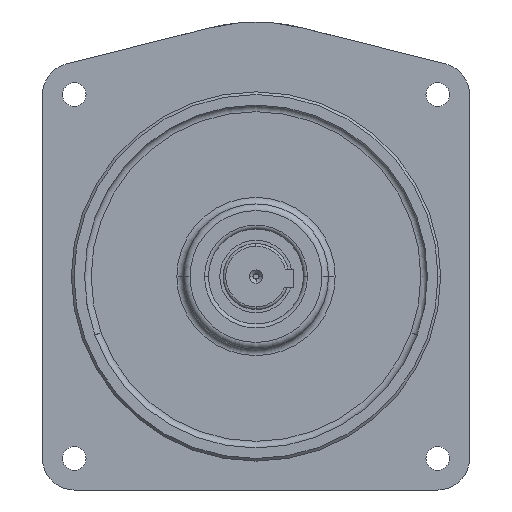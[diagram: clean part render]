
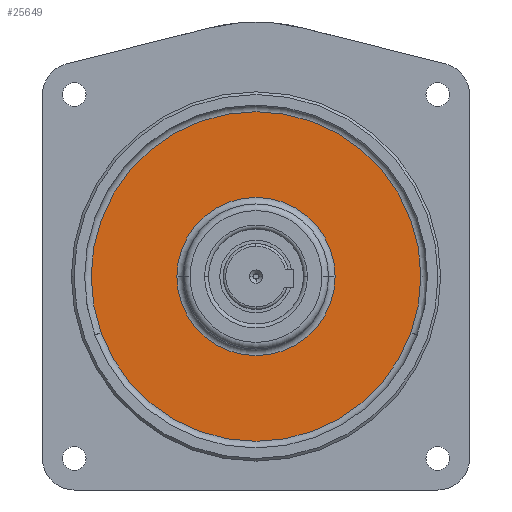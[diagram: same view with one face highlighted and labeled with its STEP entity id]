
A CAD part, front view. The second image highlights one B-rep face of the part: STEP entity #25649.
In plain terms, the highlighted planar face has unit normal (0, -1, 0).
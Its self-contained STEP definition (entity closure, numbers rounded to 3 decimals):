
#1027 = EDGE_LOOP ( 'NONE', ( #41857, #49368 ) ) ;
#1413 = VERTEX_POINT ( 'NONE', #20737 ) ;
#1482 = DIRECTION ( 'NONE',  ( 0., 1., 0. ) ) ;
#3454 = CARTESIAN_POINT ( 'NONE',  ( 0., 0., -51. ) ) ;
#4727 = VERTEX_POINT ( 'NONE', #47508 ) ;
#6557 = DIRECTION ( 'NONE',  ( 0., 1., 0. ) ) ;
#6964 = DIRECTION ( 'NONE',  ( 0., -1., 0. ) ) ;
#7145 = EDGE_CURVE ( 'NONE', #4727, #1413, #38619, .T. ) ;
#7298 = DIRECTION ( 'NONE',  ( -1., 0., 0. ) ) ;
#9311 = CARTESIAN_POINT ( 'NONE',  ( 0., 0., -51. ) ) ;
#10083 = EDGE_CURVE ( 'NONE', #49524, #47323, #53438, .T. ) ;
#14157 = AXIS2_PLACEMENT_3D ( 'NONE', #9311, #49688, #49410 ) ;
#14181 = DIRECTION ( 'NONE',  ( -0.94, 0., -0.341 ) ) ;
#15645 = ORIENTED_EDGE ( 'NONE', *, *, #18320, .F. ) ;
#18320 = EDGE_CURVE ( 'NONE', #47323, #49524, #34988, .T. ) ;
#19606 = AXIS2_PLACEMENT_3D ( 'NONE', #42866, #1482, #14181 ) ;
#20737 = CARTESIAN_POINT ( 'NONE',  ( 117.5, 0., -93.647 ) ) ;
#23041 = CARTESIAN_POINT ( 'NONE',  ( 0., 0., 0. ) ) ;
#23421 = EDGE_LOOP ( 'NONE', ( #45916, #15645 ) ) ;
#25649 = ADVANCED_FACE ( 'NONE', ( #31685, #48235 ), #43632, .F. ) ;
#26255 = CARTESIAN_POINT ( 'NONE',  ( 0., 0., -51. ) ) ;
#26371 = CARTESIAN_POINT ( 'NONE',  ( 60., 0., -51. ) ) ;
#27654 = CARTESIAN_POINT ( 'NONE',  ( -60., 0., -51. ) ) ;
#29805 = AXIS2_PLACEMENT_3D ( 'NONE', #3454, #6964, #53011 ) ;
#31685 = FACE_OUTER_BOUND ( 'NONE', #1027, .T. ) ;
#34988 = CIRCLE ( 'NONE', #29805, 60. ) ;
#35001 = EDGE_CURVE ( 'NONE', #1413, #4727, #47879, .T. ) ;
#35484 = DIRECTION ( 'NONE',  ( 1., 0., 0. ) ) ;
#38619 = CIRCLE ( 'NONE', #19606, 125. ) ;
#38681 = DIRECTION ( 'NONE',  ( 0., -1., 0. ) ) ;
#41857 = ORIENTED_EDGE ( 'NONE', *, *, #35001, .F. ) ;
#42866 = CARTESIAN_POINT ( 'NONE',  ( 0., 0., -51. ) ) ;
#43632 = PLANE ( 'NONE',  #51664 ) ;
#45916 = ORIENTED_EDGE ( 'NONE', *, *, #10083, .F. ) ;
#47323 = VERTEX_POINT ( 'NONE', #26371 ) ;
#47508 = CARTESIAN_POINT ( 'NONE',  ( -117.5, 0., -93.647 ) ) ;
#47879 = CIRCLE ( 'NONE', #14157, 125. ) ;
#48235 = FACE_BOUND ( 'NONE', #23421, .T. ) ;
#49368 = ORIENTED_EDGE ( 'NONE', *, *, #7145, .F. ) ;
#49410 = DIRECTION ( 'NONE',  ( 0.94, 0., -0.341 ) ) ;
#49524 = VERTEX_POINT ( 'NONE', #27654 ) ;
#49688 = DIRECTION ( 'NONE',  ( 0., 1., 0. ) ) ;
#51664 = AXIS2_PLACEMENT_3D ( 'NONE', #23041, #6557, #35484 ) ;
#51673 = AXIS2_PLACEMENT_3D ( 'NONE', #26255, #38681, #7298 ) ;
#53011 = DIRECTION ( 'NONE',  ( 1., 0., 0. ) ) ;
#53438 = CIRCLE ( 'NONE', #51673, 60. ) ;
